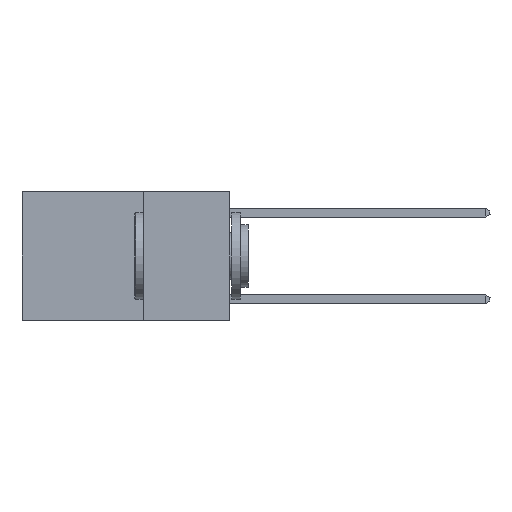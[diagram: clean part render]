
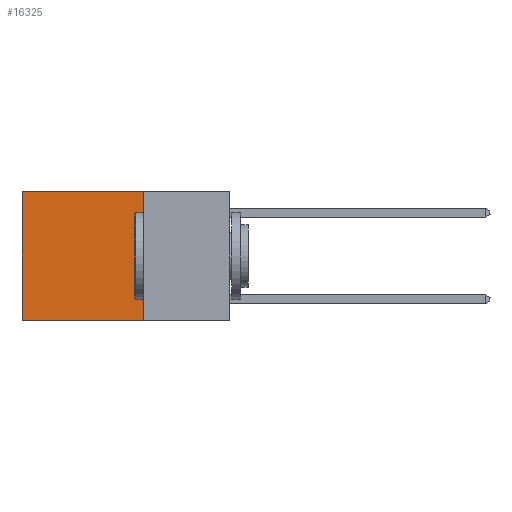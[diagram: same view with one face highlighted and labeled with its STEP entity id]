
A CAD part, left-side view. The second image highlights one B-rep face of the part: STEP entity #16325.
In plain terms, the highlighted planar face has unit normal (-1, 0, 0).
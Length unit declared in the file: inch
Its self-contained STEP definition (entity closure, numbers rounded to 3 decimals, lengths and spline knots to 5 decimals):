
#335 = CARTESIAN_POINT ( 'NONE',  ( 0.2625, 0.6, -0.37 ) ) ;
#863 = CARTESIAN_POINT ( 'NONE',  ( 0.2625, 0.6, 0. ) ) ;
#1115 = DIRECTION ( 'NONE',  ( 0., 1., 0. ) ) ;
#1136 = LINE ( 'NONE', #7727, #5641 ) ;
#1186 = EDGE_LOOP ( 'NONE', ( #12883, #5655, #9537, #13709 ) ) ;
#1697 = VERTEX_POINT ( 'NONE', #1872 ) ;
#1872 = CARTESIAN_POINT ( 'NONE',  ( 0.2625, 0.25, 0. ) ) ;
#2157 = DIRECTION ( 'NONE',  ( 0., 0., -1. ) ) ;
#2357 = FACE_OUTER_BOUND ( 'NONE', #1186, .T. ) ;
#2613 = VERTEX_POINT ( 'NONE', #335 ) ;
#2781 = EDGE_CURVE ( 'NONE', #1697, #10702, #1136, .T. ) ;
#3708 = VECTOR ( 'NONE', #10234, 39.37008 ) ;
#4079 = PLANE ( 'NONE',  #8157 ) ;
#4557 = EDGE_CURVE ( 'NONE', #1697, #6801, #13021, .T. ) ;
#4805 = LINE ( 'NONE', #6269, #3708 ) ;
#5148 = DIRECTION ( 'NONE',  ( 0., 1., 0. ) ) ;
#5557 = EDGE_CURVE ( 'NONE', #6801, #2613, #4805, .T. ) ;
#5641 = VECTOR ( 'NONE', #2157, 39.37008 ) ;
#5655 = ORIENTED_EDGE ( 'NONE', *, *, #14165, .F. ) ;
#6269 = CARTESIAN_POINT ( 'NONE',  ( 0.2625, 0.6, 0. ) ) ;
#6590 = CARTESIAN_POINT ( 'NONE',  ( 0.2625, 0.25, -0.37 ) ) ;
#6801 = VERTEX_POINT ( 'NONE', #863 ) ;
#6910 = CARTESIAN_POINT ( 'NONE',  ( 0.2625, 0.25, 0. ) ) ;
#7727 = CARTESIAN_POINT ( 'NONE',  ( 0.2625, 0.25, 0. ) ) ;
#8157 = AXIS2_PLACEMENT_3D ( 'NONE', #6910, #9407, #13385 ) ;
#9095 = CARTESIAN_POINT ( 'NONE',  ( 0.2625, 0.25, -0.37 ) ) ;
#9407 = DIRECTION ( 'NONE',  ( 1., 0., 0. ) ) ;
#9537 = ORIENTED_EDGE ( 'NONE', *, *, #2781, .F. ) ;
#10234 = DIRECTION ( 'NONE',  ( 0., 0., -1. ) ) ;
#10702 = VERTEX_POINT ( 'NONE', #9095 ) ;
#12684 = CARTESIAN_POINT ( 'NONE',  ( 0.2625, 0.25, 0. ) ) ;
#12883 = ORIENTED_EDGE ( 'NONE', *, *, #5557, .T. ) ;
#13021 = LINE ( 'NONE', #12684, #13994 ) ;
#13385 = DIRECTION ( 'NONE',  ( 0., 0., -1. ) ) ;
#13709 = ORIENTED_EDGE ( 'NONE', *, *, #4557, .T. ) ;
#13994 = VECTOR ( 'NONE', #1115, 39.37008 ) ;
#14165 = EDGE_CURVE ( 'NONE', #10702, #2613, #14322, .T. ) ;
#14322 = LINE ( 'NONE', #6590, #15863 ) ;
#15863 = VECTOR ( 'NONE', #5148, 39.37008 ) ;
#16325 = ADVANCED_FACE ( 'NONE', ( #2357 ), #4079, .F. ) ;
